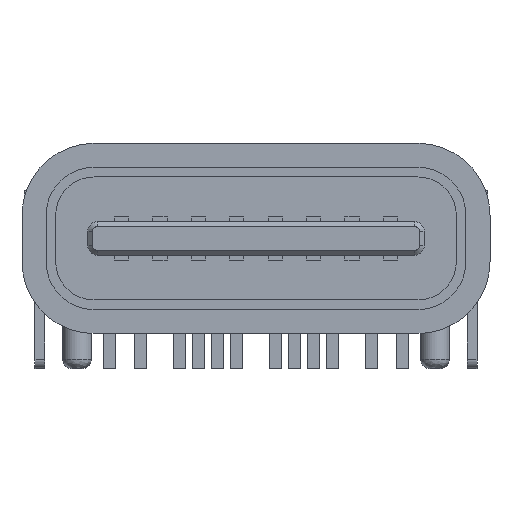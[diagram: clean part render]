
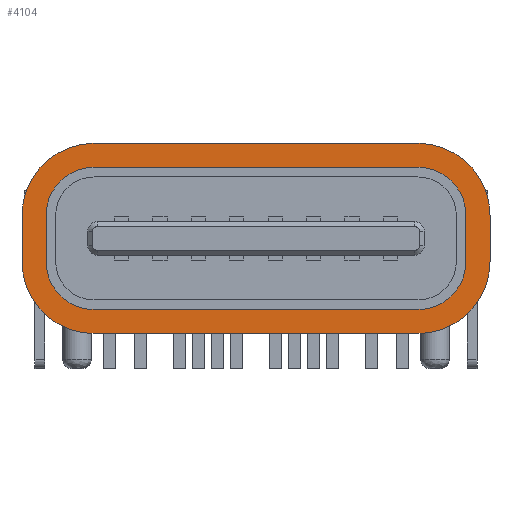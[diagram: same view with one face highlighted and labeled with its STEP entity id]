
A CAD part, front view. The second image highlights one B-rep face of the part: STEP entity #4104.
In plain terms, the highlighted planar face has unit normal (0, -1, 0).
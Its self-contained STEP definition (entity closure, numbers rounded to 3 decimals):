
#77=DIRECTION('',(-1.,0.,0.));
#78=VECTOR('',#77,6.74);
#79=CARTESIAN_POINT('',(3.37,-5.566,0.229));
#80=LINE('',#79,#78);
#329=DIRECTION('',(-1.,0.,0.));
#330=VECTOR('',#329,6.74);
#331=CARTESIAN_POINT('',(3.37,-5.566,3.689));
#332=LINE('',#331,#330);
#345=DIRECTION('',(0.,0.,-1.));
#346=VECTOR('',#345,0.96);
#347=CARTESIAN_POINT('',(4.87,-5.566,2.189));
#348=LINE('',#347,#346);
#349=CARTESIAN_POINT('',(3.37,-5.566,1.229));
#350=DIRECTION('',(0.,1.,0.));
#351=DIRECTION('',(1.,0.,0.));
#352=AXIS2_PLACEMENT_3D('',#349,#350,#351);
#354=DIRECTION('',(-1.,0.,0.));
#355=VECTOR('',#354,6.74);
#356=CARTESIAN_POINT('',(3.37,-5.566,
-0.271));
#357=LINE('',#356,#355);
#358=CARTESIAN_POINT('',(-3.37,-5.566,1.229));
#359=DIRECTION('',(0.,1.,0.));
#360=DIRECTION('',(0.,0.,-1.));
#361=AXIS2_PLACEMENT_3D('',#358,#359,#360);
#363=DIRECTION('',(0.,0.,1.));
#364=VECTOR('',#363,0.96);
#365=CARTESIAN_POINT('',(-4.87,-5.566,1.229));
#366=LINE('',#365,#364);
#367=CARTESIAN_POINT('',(-3.37,-5.566,2.189));
#368=DIRECTION('',(0.,1.,0.));
#369=DIRECTION('',(-1.,0.,0.));
#370=AXIS2_PLACEMENT_3D('',#367,#368,#369);
#372=CARTESIAN_POINT('',(3.37,-5.566,2.189));
#373=DIRECTION('',(0.,1.,0.));
#374=DIRECTION('',(0.,0.,1.));
#375=AXIS2_PLACEMENT_3D('',#372,#373,#374);
#377=CARTESIAN_POINT('',(-3.37,-5.566,1.229));
#378=DIRECTION('',(0.,-1.,0.));
#379=DIRECTION('',(-1.,0.,0.));
#380=AXIS2_PLACEMENT_3D('',#377,#378,#379);
#382=CARTESIAN_POINT('',(3.37,-5.566,1.229));
#383=DIRECTION('',(0.,-1.,0.));
#384=DIRECTION('',(0.,0.,-1.));
#385=AXIS2_PLACEMENT_3D('',#382,#383,#384);
#387=CARTESIAN_POINT('',(3.37,-5.566,2.189));
#388=DIRECTION('',(0.,-1.,0.));
#389=DIRECTION('',(1.,0.,0.));
#390=AXIS2_PLACEMENT_3D('',#387,#388,#389);
#392=CARTESIAN_POINT('',(-3.37,-5.566,2.189));
#393=DIRECTION('',(0.,-1.,0.));
#394=DIRECTION('',(0.,0.,1.));
#395=AXIS2_PLACEMENT_3D('',#392,#393,#394);
#405=DIRECTION('',(0.,0.,1.));
#406=VECTOR('',#405,0.96);
#407=CARTESIAN_POINT('',(-4.37,-5.566,1.229));
#408=LINE('',#407,#406);
#551=DIRECTION('',(1.,0.,0.));
#552=VECTOR('',#551,6.74);
#553=CARTESIAN_POINT('',(-3.37,-5.566,3.189));
#554=LINE('',#553,#552);
#603=DIRECTION('',(0.,0.,-1.));
#604=VECTOR('',#603,0.96);
#605=CARTESIAN_POINT('',(4.37,-5.566,2.189));
#606=LINE('',#605,#604);
#2795=CARTESIAN_POINT('',(3.37,-5.566,
0.229));
#2796=VERTEX_POINT('',#2795);
#2797=CARTESIAN_POINT('',(-3.37,-5.566,
0.229));
#2798=VERTEX_POINT('',#2797);
#2883=CARTESIAN_POINT('',(3.37,-5.566,
-0.271));
#2884=VERTEX_POINT('',#2883);
#2885=CARTESIAN_POINT('',(4.87,-5.566,1.229));
#2886=VERTEX_POINT('',#2885);
#2887=CARTESIAN_POINT('',(-3.37,-5.566,
-0.271));
#2888=VERTEX_POINT('',#2887);
#2889=CARTESIAN_POINT('',(-4.87,-5.566,
1.229));
#2890=VERTEX_POINT('',#2889);
#2891=CARTESIAN_POINT('',(-4.87,-5.566,
2.189));
#2892=VERTEX_POINT('',#2891);
#2893=CARTESIAN_POINT('',(-3.37,-5.566,
3.689));
#2894=VERTEX_POINT('',#2893);
#2895=CARTESIAN_POINT('',(3.37,-5.566,3.689));
#2896=VERTEX_POINT('',#2895);
#2897=CARTESIAN_POINT('',(4.87,-5.566,2.189));
#2898=VERTEX_POINT('',#2897);
#2899=CARTESIAN_POINT('',(-4.37,-5.566,
1.229));
#2900=CARTESIAN_POINT('',(-4.37,-5.566,
2.189));
#2901=VERTEX_POINT('',#2899);
#2902=VERTEX_POINT('',#2900);
#2903=CARTESIAN_POINT('',(4.37,-5.566,1.229));
#2904=VERTEX_POINT('',#2903);
#2905=CARTESIAN_POINT('',(4.37,-5.566,2.189));
#2906=VERTEX_POINT('',#2905);
#2907=CARTESIAN_POINT('',(3.37,-5.566,3.189));
#2908=VERTEX_POINT('',#2907);
#2909=CARTESIAN_POINT('',(-3.37,-5.566,
3.189));
#2910=VERTEX_POINT('',#2909);
#4072=CARTESIAN_POINT('',(0.,-5.566,1.709));
#4073=DIRECTION('',(0.,-1.,0.));
#4074=DIRECTION('',(0.,0.,-1.));
#4075=AXIS2_PLACEMENT_3D('',#4072,#4073,#4074);
#4076=PLANE('',#4075);
#4077=ORIENTED_EDGE('',*,*,#4065,.T.);
#4078=ORIENTED_EDGE('',*,*,#3968,.T.);
#4079=ORIENTED_EDGE('',*,*,#3982,.T.);
#4080=ORIENTED_EDGE('',*,*,#3997,.T.);
#4081=ORIENTED_EDGE('',*,*,#4010,.T.);
#4082=ORIENTED_EDGE('',*,*,#4025,.T.);
#4083=ORIENTED_EDGE('',*,*,#4039,.F.);
#4084=ORIENTED_EDGE('',*,*,#4053,.T.);
#4085=EDGE_LOOP('',(#4077,#4078,#4079,#4080,#4081,#4082,#4083,#4084));
#4086=FACE_OUTER_BOUND('',#4085,.F.);
#4088=ORIENTED_EDGE('',*,*,#4087,.F.);
#4090=ORIENTED_EDGE('',*,*,#4089,.T.);
#4091=ORIENTED_EDGE('',*,*,#3724,.F.);
#4093=ORIENTED_EDGE('',*,*,#4092,.T.);
#4095=ORIENTED_EDGE('',*,*,#4094,.F.);
#4097=ORIENTED_EDGE('',*,*,#4096,.T.);
#4099=ORIENTED_EDGE('',*,*,#4098,.F.);
#4101=ORIENTED_EDGE('',*,*,#4100,.T.);
#4102=EDGE_LOOP('',(#4088,#4090,#4091,#4093,#4095,#4097,#4099,#4101));
#4103=FACE_BOUND('',#4102,.F.);
#4104=ADVANCED_FACE('',(#4086,#4103),#4076,.T.);
#353=CIRCLE('',#352,1.5);
#362=CIRCLE('',#361,1.5);
#371=CIRCLE('',#370,1.5);
#376=CIRCLE('',#375,1.5);
#381=CIRCLE('',#380,1.);
#386=CIRCLE('',#385,1.);
#391=CIRCLE('',#390,1.);
#396=CIRCLE('',#395,1.);
#3724=EDGE_CURVE('',#2796,#2798,#80,.T.);
#3968=EDGE_CURVE('',#2886,#2884,#353,.T.);
#3982=EDGE_CURVE('',#2884,#2888,#357,.T.);
#3997=EDGE_CURVE('',#2888,#2890,#362,.T.);
#4010=EDGE_CURVE('',#2890,#2892,#366,.T.);
#4025=EDGE_CURVE('',#2892,#2894,#371,.T.);
#4039=EDGE_CURVE('',#2896,#2894,#332,.T.);
#4053=EDGE_CURVE('',#2896,#2898,#376,.T.);
#4065=EDGE_CURVE('',#2898,#2886,#348,.T.);
#4087=EDGE_CURVE('',#2901,#2902,#408,.T.);
#4089=EDGE_CURVE('',#2901,#2798,#381,.T.);
#4092=EDGE_CURVE('',#2796,#2904,#386,.T.);
#4094=EDGE_CURVE('',#2906,#2904,#606,.T.);
#4096=EDGE_CURVE('',#2906,#2908,#391,.T.);
#4098=EDGE_CURVE('',#2910,#2908,#554,.T.);
#4100=EDGE_CURVE('',#2910,#2902,#396,.T.);
